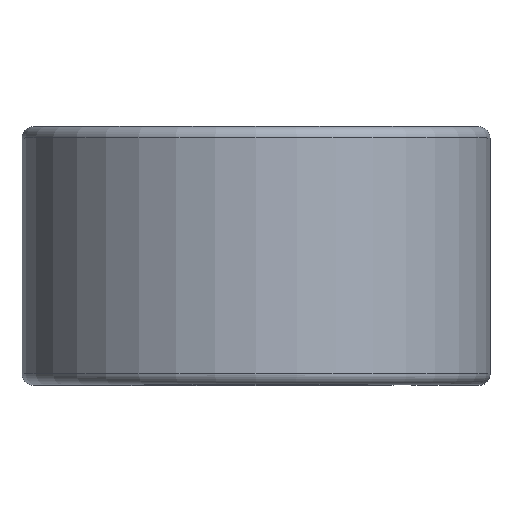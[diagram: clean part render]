
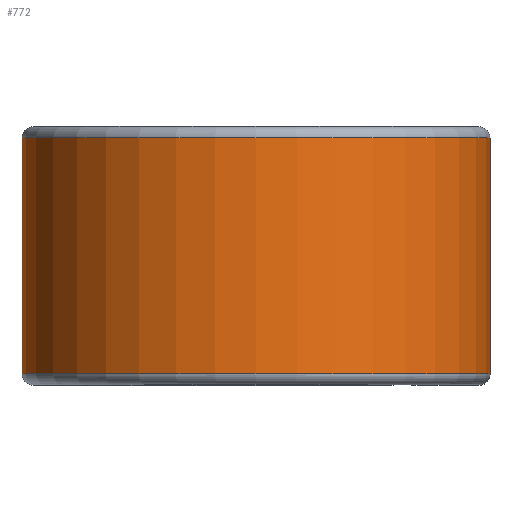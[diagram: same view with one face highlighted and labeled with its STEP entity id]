
A CAD part, top view. The second image highlights one B-rep face of the part: STEP entity #772.
In plain terms, the highlighted cylindrical face has radius 15.812 mm (diameter 31.623 mm), a partial arc.
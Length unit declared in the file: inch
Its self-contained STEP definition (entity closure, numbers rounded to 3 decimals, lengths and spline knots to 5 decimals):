
#40 = DIRECTION ( 'NONE',  ( 0., 0., -1. ) ) ;
#109 = ORIENTED_EDGE ( 'NONE', *, *, #1153, .F. ) ;
#170 = DIRECTION ( 'NONE',  ( 0., -1., 0. ) ) ;
#181 = DIRECTION ( 'NONE',  ( 0., 0., -1. ) ) ;
#197 = CARTESIAN_POINT ( 'NONE',  ( 0.6225, -0.31375, 0. ) ) ;
#225 = VERTEX_POINT ( 'NONE', #1597 ) ;
#228 = CARTESIAN_POINT ( 'NONE',  ( 0., 0.31375, -0.6225 ) ) ;
#314 = ORIENTED_EDGE ( 'NONE', *, *, #1399, .F. ) ;
#324 = ORIENTED_EDGE ( 'NONE', *, *, #1469, .T. ) ;
#325 = VECTOR ( 'NONE', #1743, 39.37008 ) ;
#396 = LINE ( 'NONE', #228, #325 ) ;
#585 = CARTESIAN_POINT ( 'NONE',  ( 0., -0.31375, -0.6225 ) ) ;
#738 = ORIENTED_EDGE ( 'NONE', *, *, #1466, .T. ) ;
#772 = ADVANCED_FACE ( 'NONE', ( #1061 ), #1013, .T. ) ;
#778 = EDGE_LOOP ( 'NONE', ( #738, #324, #109, #314 ) ) ;
#788 = CARTESIAN_POINT ( 'NONE',  ( 0., -0.31375, 0. ) ) ;
#969 = DIRECTION ( 'NONE',  ( 0., 0., -1. ) ) ;
#1013 = CYLINDRICAL_SURFACE ( 'NONE', #1575, 0.6225 ) ;
#1040 = AXIS2_PLACEMENT_3D ( 'NONE', #2241, #1164, #40 ) ;
#1055 = VERTEX_POINT ( 'NONE', #585 ) ;
#1061 = FACE_OUTER_BOUND ( 'NONE', #778, .T. ) ;
#1135 = CARTESIAN_POINT ( 'NONE',  ( 0., 0.31375, -0.6225 ) ) ;
#1151 = CARTESIAN_POINT ( 'NONE',  ( 0.6225, 0.31375, 0. ) ) ;
#1153 = EDGE_CURVE ( 'NONE', #1055, #2226, #396, .T. ) ;
#1164 = DIRECTION ( 'NONE',  ( 0., -1., 0. ) ) ;
#1399 = EDGE_CURVE ( 'NONE', #1411, #1055, #1494, .T. ) ;
#1411 = VERTEX_POINT ( 'NONE', #197 ) ;
#1424 = VECTOR ( 'NONE', #1891, 39.37008 ) ;
#1459 = LINE ( 'NONE', #1151, #1424 ) ;
#1462 = CIRCLE ( 'NONE', #1040, 0.6225 ) ;
#1466 = EDGE_CURVE ( 'NONE', #1411, #225, #1459, .T. ) ;
#1469 = EDGE_CURVE ( 'NONE', #225, #2226, #1462, .T. ) ;
#1480 = CARTESIAN_POINT ( 'NONE',  ( 0., 0.3125, 0. ) ) ;
#1494 = CIRCLE ( 'NONE', #1772, 0.6225 ) ;
#1575 = AXIS2_PLACEMENT_3D ( 'NONE', #1480, #170, #181 ) ;
#1597 = CARTESIAN_POINT ( 'NONE',  ( 0.6225, 0.31375, 0. ) ) ;
#1743 = DIRECTION ( 'NONE',  ( 0., 1., 0. ) ) ;
#1772 = AXIS2_PLACEMENT_3D ( 'NONE', #788, #2052, #969 ) ;
#1891 = DIRECTION ( 'NONE',  ( 0., 1., 0. ) ) ;
#2052 = DIRECTION ( 'NONE',  ( 0., -1., 0. ) ) ;
#2226 = VERTEX_POINT ( 'NONE', #1135 ) ;
#2241 = CARTESIAN_POINT ( 'NONE',  ( 0., 0.31375, 0. ) ) ;
